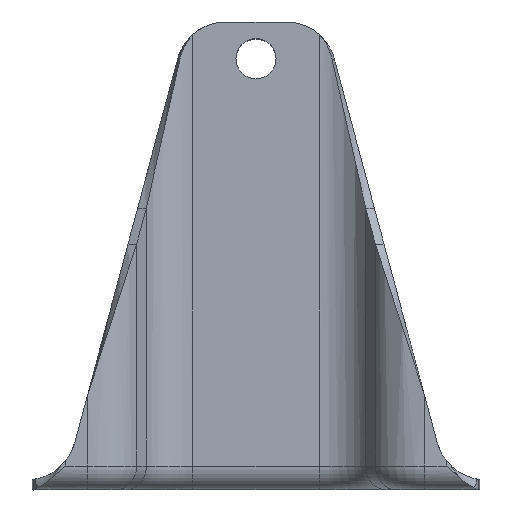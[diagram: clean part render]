
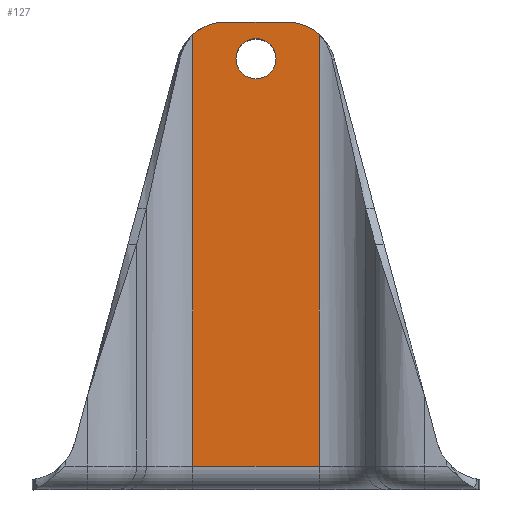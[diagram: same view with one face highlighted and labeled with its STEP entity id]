
A CAD part, top view. The second image highlights one B-rep face of the part: STEP entity #127.
In plain terms, the highlighted planar face has unit normal (0, 0, 1).
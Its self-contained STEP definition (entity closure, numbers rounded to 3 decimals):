
#127=ADVANCED_FACE('',(#399,#400),#401,.F.);
#399=FACE_OUTER_BOUND('',#831,.T.);
#400=FACE_BOUND('',#832,.T.);
#401=PLANE('',#833);
#831=EDGE_LOOP('',(#10975,#10976,#10977,#10978,#10979,#10980,#10981,#10982,#10983,#10984,#10985,#10986,#10987,#10988));
#832=EDGE_LOOP('',(#10989,#10990));
#833=AXIS2_PLACEMENT_3D('',#10991,#10992,#10993);
#10975=ORIENTED_EDGE('',*,*,#12366,.F.);
#10976=ORIENTED_EDGE('',*,*,#12367,.T.);
#10977=ORIENTED_EDGE('',*,*,#12368,.F.);
#10978=ORIENTED_EDGE('',*,*,#12369,.F.);
#10979=ORIENTED_EDGE('',*,*,#12370,.F.);
#10980=ORIENTED_EDGE('',*,*,#12371,.T.);
#10981=ORIENTED_EDGE('',*,*,#12372,.T.);
#10982=ORIENTED_EDGE('',*,*,#12373,.T.);
#10983=ORIENTED_EDGE('',*,*,#12374,.F.);
#10984=ORIENTED_EDGE('',*,*,#12375,.F.);
#10985=ORIENTED_EDGE('',*,*,#12376,.F.);
#10986=ORIENTED_EDGE('',*,*,#12377,.T.);
#10987=ORIENTED_EDGE('',*,*,#12361,.T.);
#10988=ORIENTED_EDGE('',*,*,#12378,.T.);
#10989=ORIENTED_EDGE('',*,*,#12379,.F.);
#10990=ORIENTED_EDGE('',*,*,#12088,.F.);
#10991=CARTESIAN_POINT('',(-19.0,140.0,34.5));
#10992=DIRECTION('',(0.,0.0,-1.0));
#10993=DIRECTION('',(0.0,-1.0,0.0));
#12088=EDGE_CURVE('',#12683,#12685,#12686,.T.);
#12361=EDGE_CURVE('',#13180,#13181,#13182,.T.);
#12366=EDGE_CURVE('',#13189,#13190,#13191,.T.);
#12367=EDGE_CURVE('',#13189,#13192,#13193,.T.);
#12368=EDGE_CURVE('',#13194,#13192,#13195,.T.);
#12369=EDGE_CURVE('',#13196,#13194,#13197,.T.);
#12370=EDGE_CURVE('',#13198,#13196,#13199,.T.);
#12371=EDGE_CURVE('',#13198,#13200,#13201,.T.);
#12372=EDGE_CURVE('',#13200,#13202,#13203,.T.);
#12373=EDGE_CURVE('',#13202,#13204,#13205,.T.);
#12374=EDGE_CURVE('',#13206,#13204,#13207,.T.);
#12375=EDGE_CURVE('',#13208,#13206,#13209,.T.);
#12376=EDGE_CURVE('',#13210,#13208,#13211,.T.);
#12377=EDGE_CURVE('',#13210,#13180,#13212,.T.);
#12378=EDGE_CURVE('',#13181,#13190,#13213,.T.);
#12379=EDGE_CURVE('',#12685,#12683,#13214,.T.);
#12683=VERTEX_POINT('',#13633);
#12685=VERTEX_POINT('',#13636);
#12686=CIRCLE('',#13637,6.);
#13180=VERTEX_POINT('',#15200);
#13181=VERTEX_POINT('',#15201);
#13182=LINE('',#15202,#15203);
#13189=VERTEX_POINT('',#15244);
#13190=VERTEX_POINT('',#15245);
#13191=LINE('',#15246,#15247);
#13192=VERTEX_POINT('',#15248);
#13193=B_SPLINE_CURVE_WITH_KNOTS('',3,(#15249,#15250,#15251,#15252,#15253,#15254),.UNSPECIFIED.,.F.,.F.,(4,2,4),(0.0,0.002,0.003),.UNSPECIFIED.);
#13194=VERTEX_POINT('',#15255);
#13195=B_SPLINE_CURVE_WITH_KNOTS('',3,(#15256,#15257,#15258,#15259),.UNSPECIFIED.,.F.,.F.,(4,4),(0.0,1.0),.UNSPECIFIED.);
#13196=VERTEX_POINT('',#15260);
#13197=B_SPLINE_CURVE_WITH_KNOTS('',3,(#15261,#15262,#15263,#15264),.UNSPECIFIED.,.F.,.F.,(4,4),(0.0,1.0),.UNSPECIFIED.);
#13198=VERTEX_POINT('',#15265);
#13199=CIRCLE('',#15266,15.0);
#13200=VERTEX_POINT('',#15267);
#13201=B_SPLINE_CURVE_WITH_KNOTS('',3,(#15268,#15269,#15270,#15271),.UNSPECIFIED.,.F.,.F.,(4,4),(0.008,0.011),.UNSPECIFIED.);
#13202=VERTEX_POINT('',#15272);
#13203=LINE('',#15273,#15274);
#13204=VERTEX_POINT('',#15275);
#13205=B_SPLINE_CURVE_WITH_KNOTS('',3,(#15276,#15277,#15278,#15279,#15280,#15281),.UNSPECIFIED.,.F.,.F.,(4,2,4),(0.0,0.002,0.003),.UNSPECIFIED.);
#13206=VERTEX_POINT('',#15282);
#13207=B_SPLINE_CURVE_WITH_KNOTS('',3,(#15283,#15284,#15285,#15286),.UNSPECIFIED.,.F.,.F.,(4,4),(0.0,1.0),.UNSPECIFIED.);
#13208=VERTEX_POINT('',#15287);
#13209=B_SPLINE_CURVE_WITH_KNOTS('',3,(#15288,#15289,#15290,#15291),.UNSPECIFIED.,.F.,.F.,(4,4),(0.0,1.0),.UNSPECIFIED.);
#13210=VERTEX_POINT('',#15292);
#13211=CIRCLE('',#15293,15.0);
#13212=B_SPLINE_CURVE_WITH_KNOTS('',3,(#15294,#15295,#15296,#15297),.UNSPECIFIED.,.F.,.F.,(4,4),(0.008,0.011),.UNSPECIFIED.);
#13213=LINE('',#15298,#15299);
#13214=CIRCLE('',#15300,6.);
#13633=CARTESIAN_POINT('',(-6.,129.0,34.5));
#13636=CARTESIAN_POINT('',(6.0,129.0,34.5));
#13637=AXIS2_PLACEMENT_3D('',#17737,#17738,#17739);
#15200=CARTESIAN_POINT('',(-19.,136.179,34.5));
#15201=CARTESIAN_POINT('',(-19.0,7.,34.5));
#15202=CARTESIAN_POINT('',(-19.0,140.0,34.5));
#15203=VECTOR('',#18060,1000.0);
#15244=CARTESIAN_POINT('',(19.,136.179,34.5));
#15245=CARTESIAN_POINT('',(19.0,7.,34.5));
#15246=CARTESIAN_POINT('',(19.0,140.0,34.5));
#15247=VECTOR('',#18064,1000.0);
#15248=CARTESIAN_POINT('',(16.459,138.014,34.5));
#15249=CARTESIAN_POINT('',(19.,136.179,34.5));
#15250=CARTESIAN_POINT('',(18.603,136.523,34.5));
#15251=CARTESIAN_POINT('',(18.196,136.851,34.5));
#15252=CARTESIAN_POINT('',(17.352,137.466,34.5));
#15253=CARTESIAN_POINT('',(16.912,137.754,34.5));
#15254=CARTESIAN_POINT('',(16.459,138.014,34.5));
#15255=CARTESIAN_POINT('',(15.614,138.463,34.5));
#15256=CARTESIAN_POINT('',(15.614,138.463,34.5));
#15257=CARTESIAN_POINT('',(15.901,138.322,34.501));
#15258=CARTESIAN_POINT('',(16.183,138.173,34.501));
#15259=CARTESIAN_POINT('',(16.459,138.014,34.5));
#15260=CARTESIAN_POINT('',(13.069,139.437,34.5));
#15261=CARTESIAN_POINT('',(13.069,139.437,34.5));
#15262=CARTESIAN_POINT('',(13.943,139.19,34.5));
#15263=CARTESIAN_POINT('',(14.799,138.863,34.5));
#15264=CARTESIAN_POINT('',(15.614,138.463,34.5));
#15265=CARTESIAN_POINT('',(12.096,139.677,34.5));
#15266=AXIS2_PLACEMENT_3D('',#18065,#18066,#18067);
#15267=CARTESIAN_POINT('',(9.,139.999,34.5));
#15268=CARTESIAN_POINT('',(12.096,139.677,34.5));
#15269=CARTESIAN_POINT('',(11.075,139.891,34.5));
#15270=CARTESIAN_POINT('',(10.042,139.983,34.5));
#15271=CARTESIAN_POINT('',(9.,139.999,34.5));
#15272=CARTESIAN_POINT('',(-9.,139.999,34.5));
#15273=CARTESIAN_POINT('',(-19.0,139.999,34.5));
#15274=VECTOR('',#18068,1000.0);
#15275=CARTESIAN_POINT('',(-12.116,139.673,34.5));
#15276=CARTESIAN_POINT('',(-9.,139.999,34.5));
#15277=CARTESIAN_POINT('',(-9.524,139.991,34.5));
#15278=CARTESIAN_POINT('',(-10.046,139.964,34.5));
#15279=CARTESIAN_POINT('',(-11.086,139.859,34.5));
#15280=CARTESIAN_POINT('',(-11.605,139.781,34.5));
#15281=CARTESIAN_POINT('',(-12.116,139.673,34.5));
#15282=CARTESIAN_POINT('',(-13.045,139.444,34.5));
#15283=CARTESIAN_POINT('',(-13.045,139.444,34.5));
#15284=CARTESIAN_POINT('',(-12.737,139.531,34.501));
#15285=CARTESIAN_POINT('',(-12.428,139.607,34.501));
#15286=CARTESIAN_POINT('',(-12.116,139.673,34.5));
#15287=CARTESIAN_POINT('',(-15.592,138.474,34.5));
#15288=CARTESIAN_POINT('',(-15.592,138.474,34.5));
#15289=CARTESIAN_POINT('',(-14.776,138.872,34.5));
#15290=CARTESIAN_POINT('',(-13.919,139.199,34.5));
#15291=CARTESIAN_POINT('',(-13.045,139.444,34.5));
#15292=CARTESIAN_POINT('',(-16.477,138.004,34.5));
#15293=AXIS2_PLACEMENT_3D('',#18069,#18070,#18071);
#15294=CARTESIAN_POINT('',(-16.477,138.004,34.5));
#15295=CARTESIAN_POINT('',(-17.38,137.482,34.5));
#15296=CARTESIAN_POINT('',(-18.212,136.862,34.5));
#15297=CARTESIAN_POINT('',(-19.,136.179,34.5));
#15298=CARTESIAN_POINT('',(-19.0,7.,34.5));
#15299=VECTOR('',#18072,1000.0);
#15300=AXIS2_PLACEMENT_3D('',#18073,#18074,#18075);
#17737=CARTESIAN_POINT('',(0.,129.0,34.5));
#17738=DIRECTION('',(0.0,0.0,1.0));
#17739=DIRECTION('',(1.0,0.0,0.0));
#18060=DIRECTION('',(-0.0,-1.0,-0.0));
#18064=DIRECTION('',(-0.0,-1.0,-0.0));
#18065=CARTESIAN_POINT('',(9.0,125.0,34.5));
#18066=DIRECTION('',(0.0,0.0,-1.0));
#18067=DIRECTION('',(-1.0,0.0,0.0));
#18068=DIRECTION('',(-1.0,0.0,0.));
#18069=CARTESIAN_POINT('',(-9.0,125.0,34.5));
#18070=DIRECTION('',(0.0,0.0,-1.0));
#18071=DIRECTION('',(-1.0,0.0,0.0));
#18072=DIRECTION('',(1.0,0.0,0.));
#18073=CARTESIAN_POINT('',(0.,129.0,34.5));
#18074=DIRECTION('',(0.0,0.0,1.0));
#18075=DIRECTION('',(1.0,0.0,0.0));
